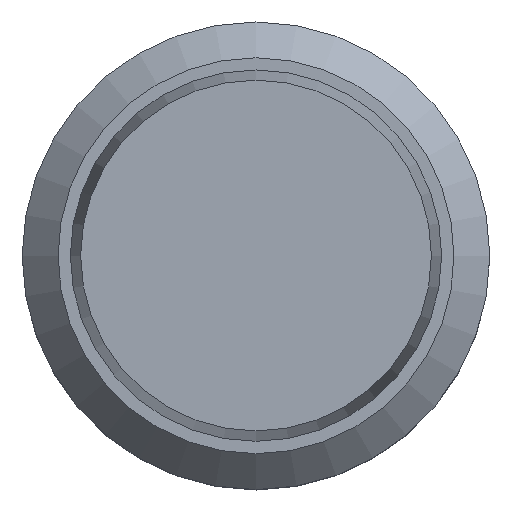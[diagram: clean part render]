
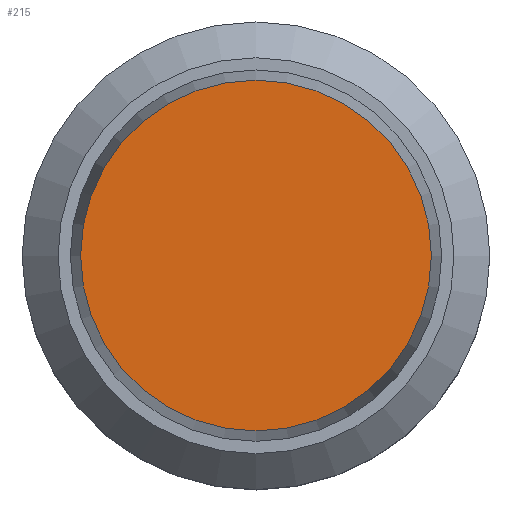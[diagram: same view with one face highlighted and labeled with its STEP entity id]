
A CAD part, top view. The second image highlights one B-rep face of the part: STEP entity #215.
In plain terms, the highlighted planar face has unit normal (0, 0, 1).
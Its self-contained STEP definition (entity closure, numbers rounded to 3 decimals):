
#36=ORIENTED_EDGE('',*,*,#74,.F.);
#74=EDGE_CURVE('',#93,#93,#112,.T.);
#93=VERTEX_POINT('',#372);
#112=CIRCLE('',#251,3.);
#130=EDGE_LOOP('',(#36));
#168=FACE_BOUND('',#130,.T.);
#206=PLANE('',#250);
#215=ADVANCED_FACE('',(#168),#206,.F.);
#250=AXIS2_PLACEMENT_3D('',#370,#291,#292);
#251=AXIS2_PLACEMENT_3D('',#371,#293,#294);
#291=DIRECTION('',(0.,0.,-1.));
#292=DIRECTION('',(-1.,0.,0.));
#293=DIRECTION('',(0.,0.,-1.));
#294=DIRECTION('',(-1.,0.,0.));
#370=CARTESIAN_POINT('',(0.,0.,0.));
#371=CARTESIAN_POINT('',(0.,0.,0.));
#372=CARTESIAN_POINT('',(-3.,0.,0.));
